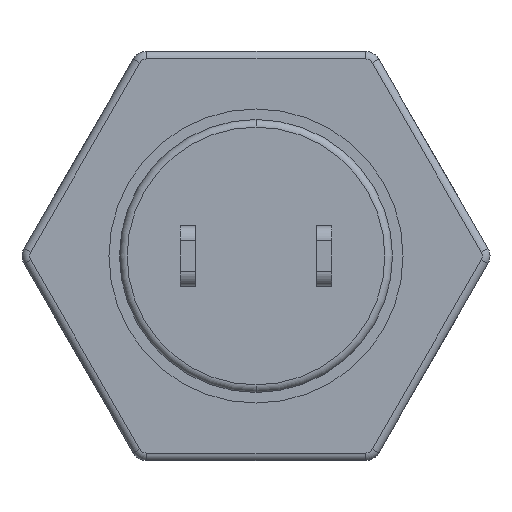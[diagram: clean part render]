
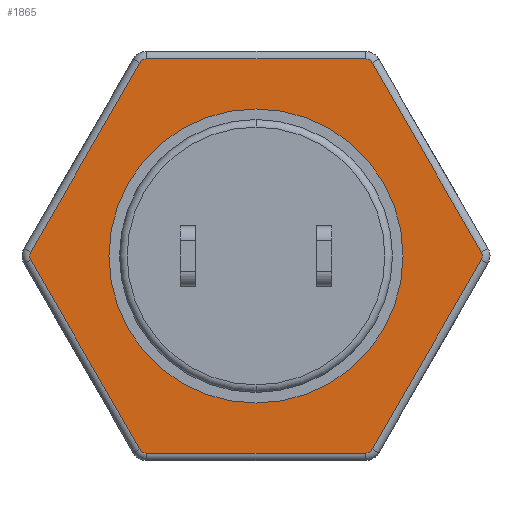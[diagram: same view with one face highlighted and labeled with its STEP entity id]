
A CAD part, front view. The second image highlights one B-rep face of the part: STEP entity #1865.
In plain terms, the highlighted planar face has unit normal (0, -1, 0).
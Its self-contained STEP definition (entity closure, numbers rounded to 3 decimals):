
#2 = EDGE_CURVE ( 'NONE', #2909, #2896, #2179, .T. ) ;
#19 = EDGE_CURVE ( 'NONE', #2897, #2877, #2220, .T. ) ;
#22 = EDGE_CURVE ( 'NONE', #2822, #2813, #2218, .T. ) ;
#29 = EDGE_CURVE ( 'NONE', #2862, #2889, #2248, .T. ) ;
#32 = EDGE_CURVE ( 'NONE', #2847, #2848, #2240, .T. ) ;
#33 = EDGE_CURVE ( 'NONE', #2877, #2847, #2239, .T. ) ;
#42 = EDGE_CURVE ( 'NONE', #2829, #2861, #2256, .T. ) ;
#43 = EDGE_CURVE ( 'NONE', #2889, #2829, #2253, .T. ) ;
#62 = EDGE_CURVE ( 'NONE', #2896, #2866, #1947, .T. ) ;
#82 = EDGE_CURVE ( 'NONE', #2813, #2822, #1968, .T. ) ;
#190 = AXIS2_PLACEMENT_3D ( 'NONE', #2335, #2343, #2352 ) ;
#231 = AXIS2_PLACEMENT_3D ( 'NONE', #2522, #2524, #2508 ) ;
#234 = AXIS2_PLACEMENT_3D ( 'NONE', #2384, #2420, #2421 ) ;
#239 = AXIS2_PLACEMENT_3D ( 'NONE', #2461, #2460, #2464 ) ;
#256 = AXIS2_PLACEMENT_3D ( 'NONE', #2389, #2403, #2396 ) ;
#863 = FACE_BOUND ( 'NONE', #2754, .T. ) ;
#876 = FACE_OUTER_BOUND ( 'NONE', #2758, .T. ) ;
#894 = LINE ( 'NONE', #1455, #902 ) ;
#895 = CIRCLE ( 'NONE', #1724, 0.25 ) ;
#902 = VECTOR ( 'NONE', #1457, 1000. ) ;
#910 = CIRCLE ( 'NONE', #1702, 0.25 ) ;
#919 = CIRCLE ( 'NONE', #1726, 0.25 ) ;
#1439 = CARTESIAN_POINT ( 'NONE',  ( 0., -1.47, 0. ) ) ;
#1440 = CARTESIAN_POINT ( 'NONE',  ( 3.608, -1.47, 6.25 ) ) ;
#1441 = DIRECTION ( 'NONE',  ( 0., 0., -1. ) ) ;
#1442 = DIRECTION ( 'NONE',  ( 0., -1., 0. ) ) ;
#1444 = CARTESIAN_POINT ( 'NONE',  ( 3.608, -1.47, -6.25 ) ) ;
#1448 = PLANE ( 'NONE',  #1698 ) ;
#1455 = CARTESIAN_POINT ( 'NONE',  ( -3.825, -1.47, -6.375 ) ) ;
#1456 = DIRECTION ( 'NONE',  ( 0., -1., 0. ) ) ;
#1457 = DIRECTION ( 'NONE',  ( 0.5, 0., -0.866 ) ) ;
#1461 = DIRECTION ( 'NONE',  ( 0., 0., -1. ) ) ;
#1465 = DIRECTION ( 'NONE',  ( 0., -1., 0. ) ) ;
#1466 = DIRECTION ( 'NONE',  ( 0., 0., -1. ) ) ;
#1488 = DIRECTION ( 'NONE',  ( 0., 0., -1. ) ) ;
#1489 = DIRECTION ( 'NONE',  ( 0., -1., 0. ) ) ;
#1517 = CARTESIAN_POINT ( 'NONE',  ( -7.217, -1.47, 0. ) ) ;
#1532 = CARTESIAN_POINT ( 'NONE',  ( 0., -1.47, 4.85 ) ) ;
#1547 = CARTESIAN_POINT ( 'NONE',  ( 7.433, -1.47, 0.125 ) ) ;
#1558 = CARTESIAN_POINT ( 'NONE',  ( 0., -1.47, -4.85 ) ) ;
#1579 = CARTESIAN_POINT ( 'NONE',  ( -3.825, -1.47, 6.375 ) ) ;
#1580 = CARTESIAN_POINT ( 'NONE',  ( -7.433, -1.47, 0.125 ) ) ;
#1582 = CARTESIAN_POINT ( 'NONE',  ( -3.608, -1.47, -6.5 ) ) ;
#1583 = CARTESIAN_POINT ( 'NONE',  ( 3.608, -1.47, 6.5 ) ) ;
#1587 = CARTESIAN_POINT ( 'NONE',  ( -3.608, -1.47, 6.5 ) ) ;
#1598 = CARTESIAN_POINT ( 'NONE',  ( 3.825, -1.47, 6.375 ) ) ;
#1602 = CARTESIAN_POINT ( 'NONE',  ( -7.433, -1.47, -0.125 ) ) ;
#1606 = CARTESIAN_POINT ( 'NONE',  ( 3.825, -1.47, -6.375 ) ) ;
#1614 = CARTESIAN_POINT ( 'NONE',  ( 7.433, -1.47, -0.125 ) ) ;
#1619 = CARTESIAN_POINT ( 'NONE',  ( -3.825, -1.47, -6.375 ) ) ;
#1639 = CARTESIAN_POINT ( 'NONE',  ( 3.608, -1.47, -6.5 ) ) ;
#1698 = AXIS2_PLACEMENT_3D ( 'NONE', #1439, #1456, #1461 ) ;
#1702 = AXIS2_PLACEMENT_3D ( 'NONE', #1440, #1465, #1466 ) ;
#1724 = AXIS2_PLACEMENT_3D ( 'NONE', #1444, #1442, #1441 ) ;
#1726 = AXIS2_PLACEMENT_3D ( 'NONE', #1517, #1489, #1488 ) ;
#1865 = ADVANCED_FACE ( 'NONE', ( #876, #863 ), #1448, .T. ) ;
#1898 = EDGE_CURVE ( 'NONE', #2887, #2909, #894, .T. ) ;
#1899 = EDGE_CURVE ( 'NONE', #2866, #2862, #895, .T. ) ;
#1937 = VECTOR ( 'NONE', #2469, 1000. ) ;
#1947 = LINE ( 'NONE', #2471, #1937 ) ;
#1968 = CIRCLE ( 'NONE', #231, 4.85 ) ;
#2165 = EDGE_CURVE ( 'NONE', #2861, #2897, #910, .T. ) ;
#2179 = CIRCLE ( 'NONE', #190, 0.25 ) ;
#2184 = EDGE_CURVE ( 'NONE', #2848, #2887, #919, .T. ) ;
#2212 = VECTOR ( 'NONE', #2383, 1000. ) ;
#2218 = CIRCLE ( 'NONE', #256, 4.85 ) ;
#2220 = LINE ( 'NONE', #2362, #2212 ) ;
#2239 = CIRCLE ( 'NONE', #234, 0.25 ) ;
#2240 = LINE ( 'NONE', #2391, #2249 ) ;
#2245 = VECTOR ( 'NONE', #2411, 1000. ) ;
#2248 = LINE ( 'NONE', #2406, #2245 ) ;
#2249 = VECTOR ( 'NONE', #2413, 1000. ) ;
#2253 = CIRCLE ( 'NONE', #239, 0.25 ) ;
#2256 = LINE ( 'NONE', #2455, #2264 ) ;
#2264 = VECTOR ( 'NONE', #2448, 1000. ) ;
#2335 = CARTESIAN_POINT ( 'NONE',  ( -3.608, -1.47, -6.25 ) ) ;
#2343 = DIRECTION ( 'NONE',  ( 0., -1., 0. ) ) ;
#2352 = DIRECTION ( 'NONE',  ( 0., 0., -1. ) ) ;
#2362 = CARTESIAN_POINT ( 'NONE',  ( -3.608, -1.47, 6.5 ) ) ;
#2383 = DIRECTION ( 'NONE',  ( -1., 0., 0. ) ) ;
#2384 = CARTESIAN_POINT ( 'NONE',  ( -3.608, -1.47, 6.25 ) ) ;
#2389 = CARTESIAN_POINT ( 'NONE',  ( 0., -1.47, 0. ) ) ;
#2391 = CARTESIAN_POINT ( 'NONE',  ( -7.433, -1.47, 0.125 ) ) ;
#2396 = DIRECTION ( 'NONE',  ( 0., 0., -1. ) ) ;
#2403 = DIRECTION ( 'NONE',  ( 0., -1., 0. ) ) ;
#2406 = CARTESIAN_POINT ( 'NONE',  ( 7.433, -1.47, -0.125 ) ) ;
#2411 = DIRECTION ( 'NONE',  ( 0.5, 0., 0.866 ) ) ;
#2413 = DIRECTION ( 'NONE',  ( -0.5, 0., -0.866 ) ) ;
#2420 = DIRECTION ( 'NONE',  ( 0., -1., 0. ) ) ;
#2421 = DIRECTION ( 'NONE',  ( 0., 0., -1. ) ) ;
#2448 = DIRECTION ( 'NONE',  ( -0.5, 0., 0.866 ) ) ;
#2455 = CARTESIAN_POINT ( 'NONE',  ( 3.825, -1.47, 6.375 ) ) ;
#2460 = DIRECTION ( 'NONE',  ( 0., -1., 0. ) ) ;
#2461 = CARTESIAN_POINT ( 'NONE',  ( 7.217, -1.47, 0. ) ) ;
#2464 = DIRECTION ( 'NONE',  ( 0., 0., -1. ) ) ;
#2469 = DIRECTION ( 'NONE',  ( 1., 0., 0. ) ) ;
#2471 = CARTESIAN_POINT ( 'NONE',  ( 3.608, -1.47, -6.5 ) ) ;
#2508 = DIRECTION ( 'NONE',  ( 0., 0., -1. ) ) ;
#2522 = CARTESIAN_POINT ( 'NONE',  ( 0., -1.47, 0. ) ) ;
#2524 = DIRECTION ( 'NONE',  ( 0., -1., 0. ) ) ;
#2754 = EDGE_LOOP ( 'NONE', ( #3121, #3109 ) ) ;
#2758 = EDGE_LOOP ( 'NONE', ( #3103, #3150, #3116, #3130, #3106, #3125, #3118, #3171, #3146, #3115, #3111, #3138 ) ) ;
#2813 = VERTEX_POINT ( 'NONE', #1558 ) ;
#2822 = VERTEX_POINT ( 'NONE', #1532 ) ;
#2829 = VERTEX_POINT ( 'NONE', #1547 ) ;
#2847 = VERTEX_POINT ( 'NONE', #1579 ) ;
#2848 = VERTEX_POINT ( 'NONE', #1580 ) ;
#2861 = VERTEX_POINT ( 'NONE', #1598 ) ;
#2862 = VERTEX_POINT ( 'NONE', #1606 ) ;
#2866 = VERTEX_POINT ( 'NONE', #1639 ) ;
#2877 = VERTEX_POINT ( 'NONE', #1587 ) ;
#2887 = VERTEX_POINT ( 'NONE', #1602 ) ;
#2889 = VERTEX_POINT ( 'NONE', #1614 ) ;
#2896 = VERTEX_POINT ( 'NONE', #1582 ) ;
#2897 = VERTEX_POINT ( 'NONE', #1583 ) ;
#2909 = VERTEX_POINT ( 'NONE', #1619 ) ;
#3103 = ORIENTED_EDGE ( 'NONE', *, *, #29, .T. ) ;
#3106 = ORIENTED_EDGE ( 'NONE', *, *, #19, .T. ) ;
#3109 = ORIENTED_EDGE ( 'NONE', *, *, #82, .F. ) ;
#3111 = ORIENTED_EDGE ( 'NONE', *, *, #62, .T. ) ;
#3115 = ORIENTED_EDGE ( 'NONE', *, *, #2, .T. ) ;
#3116 = ORIENTED_EDGE ( 'NONE', *, *, #42, .T. ) ;
#3118 = ORIENTED_EDGE ( 'NONE', *, *, #32, .T. ) ;
#3121 = ORIENTED_EDGE ( 'NONE', *, *, #22, .F. ) ;
#3125 = ORIENTED_EDGE ( 'NONE', *, *, #33, .T. ) ;
#3130 = ORIENTED_EDGE ( 'NONE', *, *, #2165, .T. ) ;
#3138 = ORIENTED_EDGE ( 'NONE', *, *, #1899, .T. ) ;
#3146 = ORIENTED_EDGE ( 'NONE', *, *, #1898, .T. ) ;
#3150 = ORIENTED_EDGE ( 'NONE', *, *, #43, .T. ) ;
#3171 = ORIENTED_EDGE ( 'NONE', *, *, #2184, .T. ) ;
